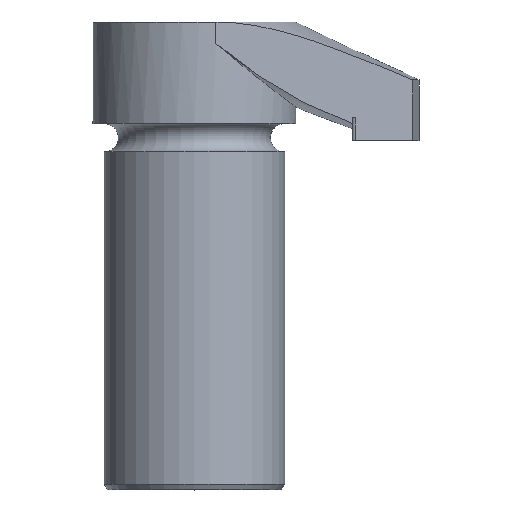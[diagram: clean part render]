
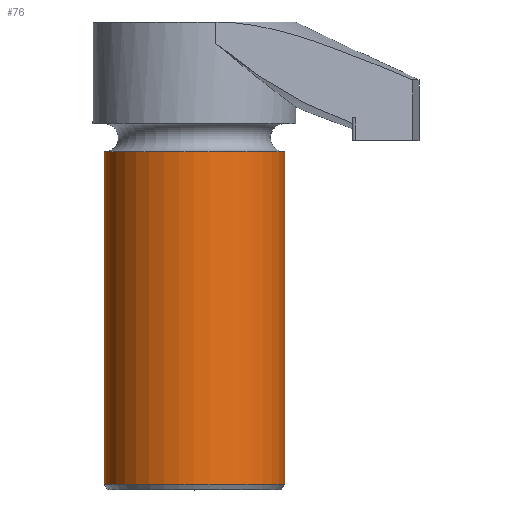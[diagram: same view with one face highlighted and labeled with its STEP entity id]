
A CAD part, top view. The second image highlights one B-rep face of the part: STEP entity #76.
In plain terms, the highlighted cylindrical face has radius 16 mm (diameter 32 mm), a full revolution.
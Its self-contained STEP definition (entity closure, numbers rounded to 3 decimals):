
#76 = ADVANCED_FACE( '', ( #167, #168 ), #169, .T. );
#167 = FACE_OUTER_BOUND( '', #273, .T. );
#168 = FACE_OUTER_BOUND( '', #274, .T. );
#169 = CYLINDRICAL_SURFACE( '', #275, 16. );
#273 = EDGE_LOOP( '', ( #425 ) );
#274 = EDGE_LOOP( '', ( #426 ) );
#275 = AXIS2_PLACEMENT_3D( '', #427, #428, #429 );
#425 = ORIENTED_EDGE( '', *, *, #589, .F. );
#426 = ORIENTED_EDGE( '', *, *, #548, .T. );
#427 = CARTESIAN_POINT( '', ( 0., 0., 0. ) );
#428 = DIRECTION( '', ( 0., 1., 0. ) );
#429 = DIRECTION( '', ( 0., 0., -1. ) );
#548 = EDGE_CURVE( '', #629, #629, #630, .T. );
#589 = EDGE_CURVE( '', #694, #694, #695, .T. );
#629 = VERTEX_POINT( '', #742 );
#630 = CIRCLE( '', #743, 16. );
#694 = VERTEX_POINT( '', #954 );
#695 = CIRCLE( '', #955, 16. );
#742 = CARTESIAN_POINT( '', ( 0., 60., -16. ) );
#743 = AXIS2_PLACEMENT_3D( '', #1008, #1009, #1010 );
#954 = CARTESIAN_POINT( '', ( 0., 1., -16. ) );
#955 = AXIS2_PLACEMENT_3D( '', #1066, #1067, #1068 );
#1008 = CARTESIAN_POINT( '', ( 0., 60., 0. ) );
#1009 = DIRECTION( '', ( 0., -1., 0. ) );
#1010 = DIRECTION( '', ( 0., 0., -1. ) );
#1066 = CARTESIAN_POINT( '', ( 0., 1., 0. ) );
#1067 = DIRECTION( '', ( 0., -1., 0. ) );
#1068 = DIRECTION( '', ( 0., 0., -1. ) );
